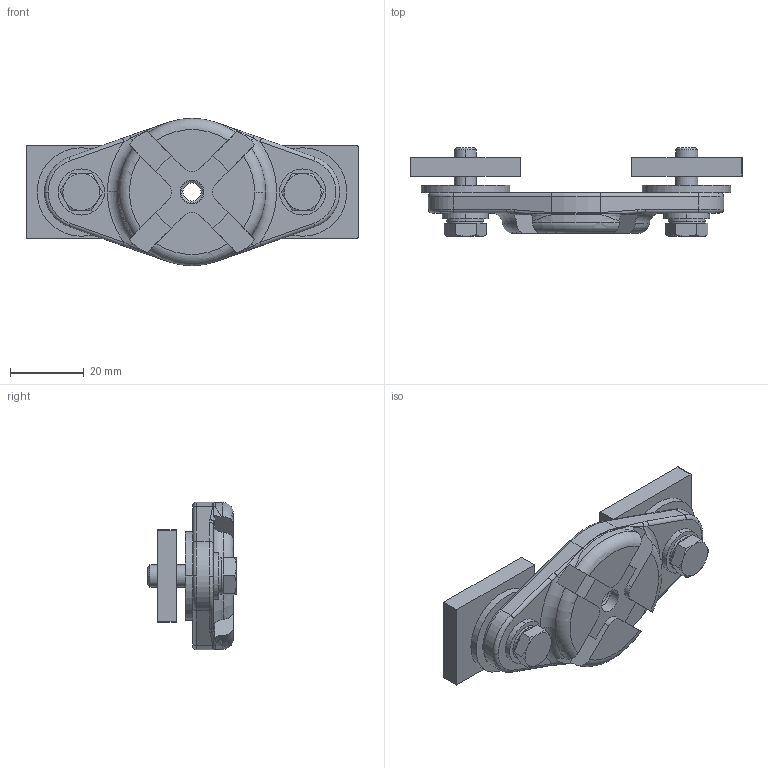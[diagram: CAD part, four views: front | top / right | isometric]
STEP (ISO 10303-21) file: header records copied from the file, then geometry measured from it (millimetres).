
FILE_DESCRIPTION (( 'STEP AP214' ), '1' );
FILE_NAME ('0020700.step', '2022-09-01T12:21:26', ( '' ), ( '' ), 'SwSTEP 2.0', 'SolidWorks 2020', '' );
FILE_SCHEMA (( 'AUTOMOTIVE_DESIGN' ));
Length unit declared in the file: millimetre
Products named in the file (1): 0020700
Bounding box: 90 x 24 x 40 mm (x, y, z)
Surface area: 14058.8 mm2 (no closed solid volume)
Topology: 0 solids, 20 shells, 191 faces, 541 edges, 376 vertices
Faces by surface type: plane 76, cylinder 56, cone 25, torus 22, bspline 12
Entity records: 8925 total; most frequent: CARTESIAN_POINT 4139, ORIENTED_EDGE 958, DIRECTION 949, EDGE_CURVE 541, VERTEX_POINT 376, AXIS2_PLACEMENT_3D 370, EDGE_LOOP 213, VECTOR 209
